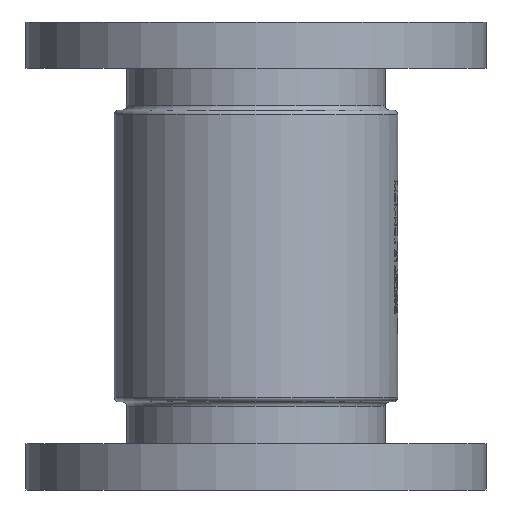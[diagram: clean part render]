
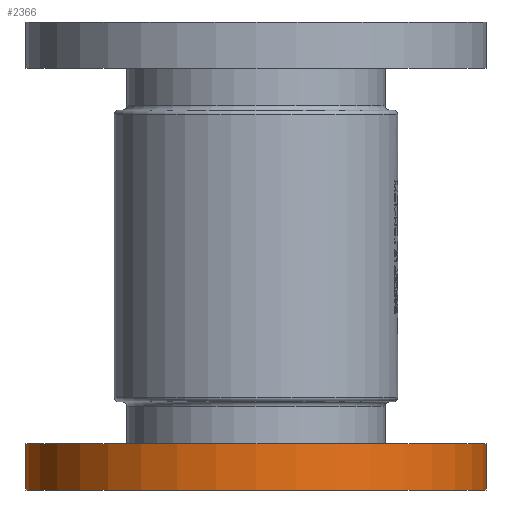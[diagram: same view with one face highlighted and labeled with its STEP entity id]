
A CAD part, front view. The second image highlights one B-rep face of the part: STEP entity #2366.
In plain terms, the highlighted cylindrical face has radius 150 mm (diameter 300 mm), a partial arc.
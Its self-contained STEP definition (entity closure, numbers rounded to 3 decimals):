
#579 = DIRECTION ( 'NONE',  ( 0., 0., -1. ) ) ;
#594 = EDGE_CURVE ( 'NONE', #14478, #23488, #1239, .T. ) ;
#1239 = CIRCLE ( 'NONE', #19674, 150. ) ;
#2366 = ADVANCED_FACE ( 'NONE', ( #15354 ), #24884, .T. ) ;
#2607 = VECTOR ( 'NONE', #579, 1000. ) ;
#2761 = CARTESIAN_POINT ( 'NONE',  ( 150., 0., -305. ) ) ;
#3029 = VECTOR ( 'NONE', #15417, 1000. ) ;
#3327 = ORIENTED_EDGE ( 'NONE', *, *, #27139, .F. ) ;
#3490 = CARTESIAN_POINT ( 'NONE',  ( 0., 0., -305. ) ) ;
#3742 = ORIENTED_EDGE ( 'NONE', *, *, #594, .T. ) ;
#4158 = ORIENTED_EDGE ( 'NONE', *, *, #26258, .F. ) ;
#6202 = CARTESIAN_POINT ( 'NONE',  ( -150., 0., -305. ) ) ;
#6556 = CARTESIAN_POINT ( 'NONE',  ( 0., 0., -305. ) ) ;
#10049 = DIRECTION ( 'NONE',  ( 0., 0., -1. ) ) ;
#11220 = DIRECTION ( 'NONE',  ( 1., 0., 0. ) ) ;
#12753 = LINE ( 'NONE', #6202, #3029 ) ;
#13003 = AXIS2_PLACEMENT_3D ( 'NONE', #27275, #18376, #29607 ) ;
#14478 = VERTEX_POINT ( 'NONE', #24771 ) ;
#14992 = CIRCLE ( 'NONE', #13003, 150. ) ;
#15226 = AXIS2_PLACEMENT_3D ( 'NONE', #3490, #10049, #22549 ) ;
#15354 = FACE_OUTER_BOUND ( 'NONE', #18289, .T. ) ;
#15417 = DIRECTION ( 'NONE',  ( 0., 0., -1. ) ) ;
#17541 = VERTEX_POINT ( 'NONE', #27610 ) ;
#18289 = EDGE_LOOP ( 'NONE', ( #4158, #22534, #3742, #3327 ) ) ;
#18376 = DIRECTION ( 'NONE',  ( 0., 0., 1. ) ) ;
#18418 = DIRECTION ( 'NONE',  ( 0., 0., 1. ) ) ;
#19674 = AXIS2_PLACEMENT_3D ( 'NONE', #6556, #18418, #11220 ) ;
#21098 = EDGE_CURVE ( 'NONE', #21558, #14478, #12753, .T. ) ;
#21558 = VERTEX_POINT ( 'NONE', #23936 ) ;
#22534 = ORIENTED_EDGE ( 'NONE', *, *, #21098, .T. ) ;
#22549 = DIRECTION ( 'NONE',  ( 1., 0., 0. ) ) ;
#23488 = VERTEX_POINT ( 'NONE', #2761 ) ;
#23936 = CARTESIAN_POINT ( 'NONE',  ( -150., 0., -275. ) ) ;
#24771 = CARTESIAN_POINT ( 'NONE',  ( -150., 0., -305. ) ) ;
#24884 = CYLINDRICAL_SURFACE ( 'NONE', #15226, 150. ) ;
#26258 = EDGE_CURVE ( 'NONE', #21558, #17541, #14992, .T. ) ;
#26630 = CARTESIAN_POINT ( 'NONE',  ( 150., 0., -305. ) ) ;
#27139 = EDGE_CURVE ( 'NONE', #17541, #23488, #29581, .T. ) ;
#27275 = CARTESIAN_POINT ( 'NONE',  ( 0., 0., -275. ) ) ;
#27610 = CARTESIAN_POINT ( 'NONE',  ( 150., 0., -275. ) ) ;
#29581 = LINE ( 'NONE', #26630, #2607 ) ;
#29607 = DIRECTION ( 'NONE',  ( 1., 0., 0. ) ) ;
